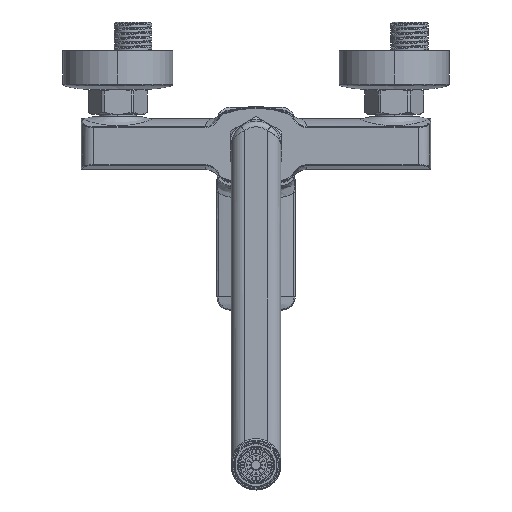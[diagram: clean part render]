
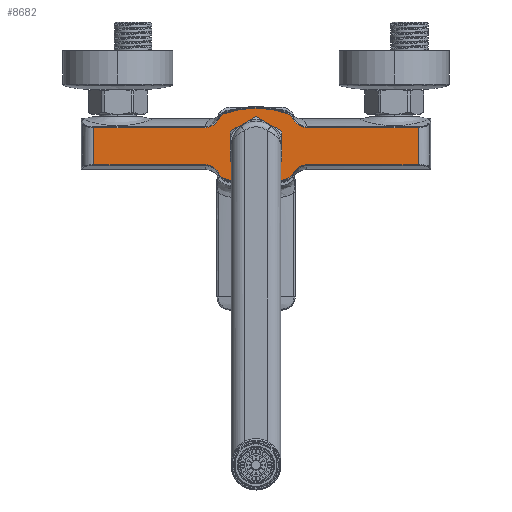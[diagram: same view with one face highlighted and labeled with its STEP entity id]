
A CAD part, left-side view. The second image highlights one B-rep face of the part: STEP entity #8682.
In plain terms, the highlighted planar face has unit normal (-1, 0, 0).
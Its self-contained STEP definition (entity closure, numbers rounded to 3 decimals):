
#1637=FACE_BOUND('',#13971,.T.);
#1638=FACE_BOUND('',#13972,.T.);
#2243=CIRCLE('',#40551,12.75);
#2244=CIRCLE('',#40552,49.142);
#2245=CIRCLE('',#40553,49.142);
#4018=PLANE('',#40554);
#4721=LINE('',#55121,#6696);
#4722=LINE('',#55145,#6697);
#4723=LINE('',#55152,#6698);
#4724=LINE('',#55176,#6699);
#6696=VECTOR('',#44495,1.);
#6697=VECTOR('',#44498,1.);
#6698=VECTOR('',#44499,1.);
#6699=VECTOR('',#44502,1.);
#8682=ADVANCED_FACE('',(#1637,#1638),#4018,.F.);
#13971=EDGE_LOOP('',(#16900));
#13972=EDGE_LOOP('',(#16901,#16902,#16903,#16904,#16905,#16906,#16907,#16908,
#16909,#16910,#16911,#16912,#16913,#16914,#16915,#16916));
#16900=ORIENTED_EDGE('',*,*,#32615,.T.);
#16901=ORIENTED_EDGE('',*,*,#32606,.T.);
#16902=ORIENTED_EDGE('',*,*,#32616,.T.);
#16903=ORIENTED_EDGE('',*,*,#32617,.T.);
#16904=ORIENTED_EDGE('',*,*,#32618,.T.);
#16905=ORIENTED_EDGE('',*,*,#32619,.T.);
#16906=ORIENTED_EDGE('',*,*,#32620,.T.);
#16907=ORIENTED_EDGE('',*,*,#32621,.T.);
#16908=ORIENTED_EDGE('',*,*,#32622,.T.);
#16909=ORIENTED_EDGE('',*,*,#32623,.F.);
#16910=ORIENTED_EDGE('',*,*,#32624,.T.);
#16911=ORIENTED_EDGE('',*,*,#32625,.T.);
#16912=ORIENTED_EDGE('',*,*,#32626,.T.);
#16913=ORIENTED_EDGE('',*,*,#32627,.T.);
#16914=ORIENTED_EDGE('',*,*,#32628,.T.);
#16915=ORIENTED_EDGE('',*,*,#32629,.T.);
#16916=ORIENTED_EDGE('',*,*,#32630,.T.);
#28829=VERTEX_POINT('',#55040);
#28830=VERTEX_POINT('',#55045);
#28836=VERTEX_POINT('',#55120);
#28837=VERTEX_POINT('',#55122);
#28838=VERTEX_POINT('',#55127);
#28839=VERTEX_POINT('',#55132);
#28840=VERTEX_POINT('',#55134);
#28841=VERTEX_POINT('',#55139);
#28842=VERTEX_POINT('',#55144);
#28843=VERTEX_POINT('',#55146);
#28844=VERTEX_POINT('',#55151);
#28845=VERTEX_POINT('',#55153);
#28846=VERTEX_POINT('',#55158);
#28847=VERTEX_POINT('',#55163);
#28848=VERTEX_POINT('',#55165);
#28849=VERTEX_POINT('',#55170);
#28850=VERTEX_POINT('',#55175);
#32606=EDGE_CURVE('',#28830,#28829,#38560,.T.);
#32615=EDGE_CURVE('',#28836,#28836,#2243,.T.);
#32616=EDGE_CURVE('',#28829,#28837,#4721,.T.);
#32617=EDGE_CURVE('',#28837,#28838,#38569,.T.);
#32618=EDGE_CURVE('',#28838,#28839,#38570,.T.);
#32619=EDGE_CURVE('',#28839,#28840,#2244,.T.);
#32620=EDGE_CURVE('',#28840,#28841,#38571,.T.);
#32621=EDGE_CURVE('',#28841,#28842,#38572,.T.);
#32622=EDGE_CURVE('',#28842,#28843,#4722,.T.);
#32623=EDGE_CURVE('',#28844,#28843,#38573,.T.);
#32624=EDGE_CURVE('',#28844,#28845,#4723,.T.);
#32625=EDGE_CURVE('',#28845,#28846,#38574,.T.);
#32626=EDGE_CURVE('',#28846,#28847,#38575,.T.);
#32627=EDGE_CURVE('',#28847,#28848,#2245,.T.);
#32628=EDGE_CURVE('',#28848,#28849,#38576,.T.);
#32629=EDGE_CURVE('',#28849,#28850,#38577,.T.);
#32630=EDGE_CURVE('',#28850,#28830,#4724,.T.);
#38560=B_SPLINE_CURVE_WITH_KNOTS('',3,(#55041,#55042,#55043,#55044),
 .UNSPECIFIED.,.F.,.F.,(4,4),(0.,1.),.UNSPECIFIED.);
#38569=B_SPLINE_CURVE_WITH_KNOTS('',3,(#55123,#55124,#55125,#55126),
 .UNSPECIFIED.,.F.,.F.,(4,4),(0.,1.),.UNSPECIFIED.);
#38570=B_SPLINE_CURVE_WITH_KNOTS('',3,(#55128,#55129,#55130,#55131),
 .UNSPECIFIED.,.F.,.F.,(4,4),(0.,1.),.UNSPECIFIED.);
#38571=B_SPLINE_CURVE_WITH_KNOTS('',3,(#55135,#55136,#55137,#55138),
 .UNSPECIFIED.,.F.,.F.,(4,4),(0.,1.),.UNSPECIFIED.);
#38572=B_SPLINE_CURVE_WITH_KNOTS('',3,(#55140,#55141,#55142,#55143),
 .UNSPECIFIED.,.F.,.F.,(4,4),(0.,1.),.UNSPECIFIED.);
#38573=B_SPLINE_CURVE_WITH_KNOTS('',3,(#55147,#55148,#55149,#55150),
 .UNSPECIFIED.,.F.,.F.,(4,4),(0.,1.),.UNSPECIFIED.);
#38574=B_SPLINE_CURVE_WITH_KNOTS('',3,(#55154,#55155,#55156,#55157),
 .UNSPECIFIED.,.F.,.F.,(4,4),(0.,1.),.UNSPECIFIED.);
#38575=B_SPLINE_CURVE_WITH_KNOTS('',3,(#55159,#55160,#55161,#55162),
 .UNSPECIFIED.,.F.,.F.,(4,4),(0.,1.),.UNSPECIFIED.);
#38576=B_SPLINE_CURVE_WITH_KNOTS('',3,(#55166,#55167,#55168,#55169),
 .UNSPECIFIED.,.F.,.F.,(4,4),(0.,1.),.UNSPECIFIED.);
#38577=B_SPLINE_CURVE_WITH_KNOTS('',3,(#55171,#55172,#55173,#55174),
 .UNSPECIFIED.,.F.,.F.,(4,4),(0.,1.),.UNSPECIFIED.);
#40551=AXIS2_PLACEMENT_3D('',#55119,#44493,#44494);
#40552=AXIS2_PLACEMENT_3D('',#55133,#44496,#44497);
#40553=AXIS2_PLACEMENT_3D('',#55164,#44500,#44501);
#40554=AXIS2_PLACEMENT_3D('',#55177,#44503,#44504);
#44493=DIRECTION('',(1.,0.,0.));
#44494=DIRECTION('',(0.,0.,-1.));
#44495=DIRECTION('',(0.,1.,0.));
#44496=DIRECTION('',(-1.,0.,0.));
#44497=DIRECTION('',(0.,0.,-1.));
#44498=DIRECTION('',(0.,1.,0.));
#44499=DIRECTION('',(0.,-1.,0.));
#44500=DIRECTION('',(-1.,0.,0.));
#44501=DIRECTION('',(0.,0.,-1.));
#44502=DIRECTION('',(0.,-1.,0.));
#44503=DIRECTION('',(1.,0.,0.));
#44504=DIRECTION('',(0.,0.,-1.));
#55040=CARTESIAN_POINT('',(-55.,-87.952,10.079));
#55041=CARTESIAN_POINT('',(-55.,-87.952,-10.));
#55042=CARTESIAN_POINT('',(-55.,-87.952,-3.307));
#55043=CARTESIAN_POINT('',(-55.,-87.952,3.386));
#55044=CARTESIAN_POINT('',(-55.,-87.952,10.079));
#55045=CARTESIAN_POINT('',(-55.,-87.952,-10.));
#55119=CARTESIAN_POINT('',(-55.,0.,0.));
#55120=CARTESIAN_POINT('',(-55.,0.,-12.75));
#55121=CARTESIAN_POINT('',(-55.,32.5,10.079));
#55122=CARTESIAN_POINT('',(-55.,-27.966,10.079));
#55123=CARTESIAN_POINT('',(-55.,-27.966,10.079));
#55124=CARTESIAN_POINT('',(-55.,-24.638,10.079));
#55125=CARTESIAN_POINT('',(-55.,-21.561,12.163));
#55126=CARTESIAN_POINT('',(-55.,-19.965,15.075));
#55127=CARTESIAN_POINT('',(-55.,-19.965,15.075));
#55128=CARTESIAN_POINT('',(-55.,-19.965,15.075));
#55129=CARTESIAN_POINT('',(-55.,-19.329,16.235));
#55130=CARTESIAN_POINT('',(-55.,-18.291,17.13));
#55131=CARTESIAN_POINT('',(-55.,-17.051,17.589));
#55132=CARTESIAN_POINT('',(-55.,-17.051,17.589));
#55133=CARTESIAN_POINT('',(-55.,0.,-28.5));
#55134=CARTESIAN_POINT('',(-55.,17.051,17.589));
#55135=CARTESIAN_POINT('',(-55.,17.051,17.589));
#55136=CARTESIAN_POINT('',(-55.,18.291,17.13));
#55137=CARTESIAN_POINT('',(-55.,19.329,16.235));
#55138=CARTESIAN_POINT('',(-55.,19.965,15.075));
#55139=CARTESIAN_POINT('',(-55.,19.965,15.075));
#55140=CARTESIAN_POINT('',(-55.,19.965,15.075));
#55141=CARTESIAN_POINT('',(-55.,21.561,12.163));
#55142=CARTESIAN_POINT('',(-55.,24.638,10.079));
#55143=CARTESIAN_POINT('',(-55.,27.966,10.079));
#55144=CARTESIAN_POINT('',(-55.,27.966,10.079));
#55145=CARTESIAN_POINT('',(-55.,32.5,10.079));
#55146=CARTESIAN_POINT('',(-55.,87.952,10.079));
#55147=CARTESIAN_POINT('',(-55.,87.952,-10.));
#55148=CARTESIAN_POINT('',(-55.,87.952,-3.307));
#55149=CARTESIAN_POINT('',(-55.,87.952,3.386));
#55150=CARTESIAN_POINT('',(-55.,87.952,10.079));
#55151=CARTESIAN_POINT('',(-55.,87.952,-10.));
#55152=CARTESIAN_POINT('',(-55.,32.5,-10.));
#55153=CARTESIAN_POINT('',(-55.,27.804,-10.));
#55154=CARTESIAN_POINT('',(-55.,27.804,-10.));
#55155=CARTESIAN_POINT('',(-55.,24.566,-10.));
#55156=CARTESIAN_POINT('',(-55.,21.507,-11.966));
#55157=CARTESIAN_POINT('',(-55.,20.073,-14.868));
#55158=CARTESIAN_POINT('',(-55.,20.073,-14.868));
#55159=CARTESIAN_POINT('',(-55.,20.073,-14.868));
#55160=CARTESIAN_POINT('',(-55.,19.453,-16.123));
#55161=CARTESIAN_POINT('',(-55.,18.365,-17.103));
#55162=CARTESIAN_POINT('',(-55.,17.051,-17.589));
#55163=CARTESIAN_POINT('',(-55.,17.051,-17.589));
#55164=CARTESIAN_POINT('',(-55.,0.,28.5));
#55165=CARTESIAN_POINT('',(-55.,-17.051,-17.589));
#55166=CARTESIAN_POINT('',(-55.,-17.051,-17.589));
#55167=CARTESIAN_POINT('',(-55.,-18.365,-17.103));
#55168=CARTESIAN_POINT('',(-55.,-19.453,-16.123));
#55169=CARTESIAN_POINT('',(-55.,-20.073,-14.868));
#55170=CARTESIAN_POINT('',(-55.,-20.073,-14.868));
#55171=CARTESIAN_POINT('',(-55.,-20.073,-14.868));
#55172=CARTESIAN_POINT('',(-55.,-21.507,-11.966));
#55173=CARTESIAN_POINT('',(-55.,-24.566,-10.));
#55174=CARTESIAN_POINT('',(-55.,-27.804,-10.));
#55175=CARTESIAN_POINT('',(-55.,-27.804,-10.));
#55176=CARTESIAN_POINT('',(-55.,32.5,-10.));
#55177=CARTESIAN_POINT('',(-55.,32.5,-10.406));
